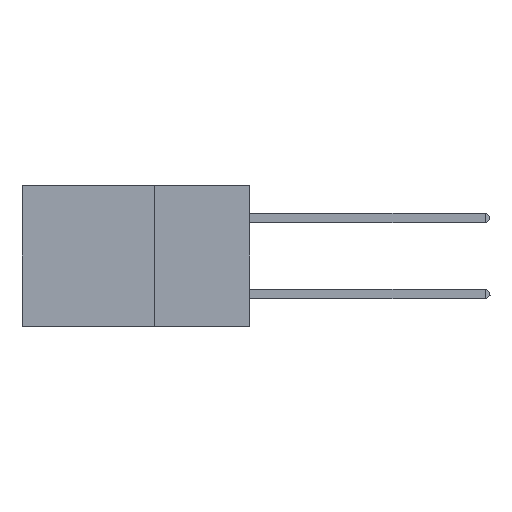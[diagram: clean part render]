
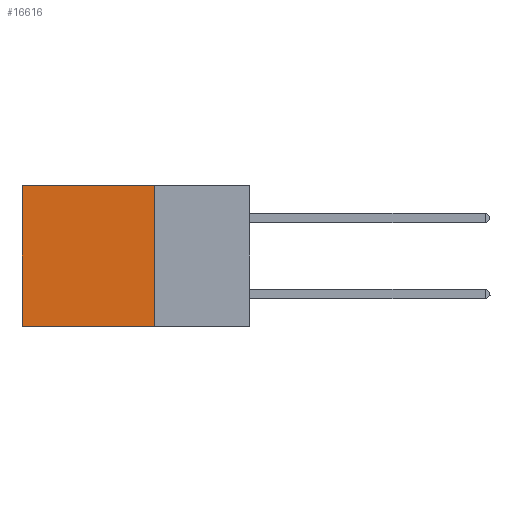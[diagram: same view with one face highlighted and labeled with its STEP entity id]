
A CAD part, left-side view. The second image highlights one B-rep face of the part: STEP entity #16616.
In plain terms, the highlighted planar face has unit normal (-1, 0, 0).
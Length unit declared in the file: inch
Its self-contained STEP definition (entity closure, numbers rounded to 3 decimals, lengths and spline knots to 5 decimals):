
#921 = DIRECTION ( 'NONE',  ( 0., 1., 0. ) ) ;
#1393 = DIRECTION ( 'NONE',  ( 0., 0., -1. ) ) ;
#1977 = DIRECTION ( 'NONE',  ( 0., 0., -1. ) ) ;
#3266 = CARTESIAN_POINT ( 'NONE',  ( 0.2875, 0.6, 0. ) ) ;
#3756 = EDGE_CURVE ( 'NONE', #14190, #42441, #40636, .T. ) ;
#4598 = CARTESIAN_POINT ( 'NONE',  ( 0.2875, 0.25, 0. ) ) ;
#6363 = LINE ( 'NONE', #4598, #41969 ) ;
#6601 = CARTESIAN_POINT ( 'NONE',  ( 0.2875, 0.25, 0. ) ) ;
#6915 = VECTOR ( 'NONE', #21109, 39.37008 ) ;
#10125 = DIRECTION ( 'NONE',  ( 0., 1., 0. ) ) ;
#10727 = CARTESIAN_POINT ( 'NONE',  ( 0.2875, 0.25, 0. ) ) ;
#12649 = FACE_OUTER_BOUND ( 'NONE', #17701, .T. ) ;
#14127 = CARTESIAN_POINT ( 'NONE',  ( 0.2875, 0.6, 0. ) ) ;
#14190 = VERTEX_POINT ( 'NONE', #17969 ) ;
#15664 = VERTEX_POINT ( 'NONE', #3266 ) ;
#16616 = ADVANCED_FACE ( 'NONE', ( #12649 ), #39912, .F. ) ;
#17701 = EDGE_LOOP ( 'NONE', ( #29366, #31088, #20389, #41039 ) ) ;
#17969 = CARTESIAN_POINT ( 'NONE',  ( 0.2875, 0.25, -0.37 ) ) ;
#20389 = ORIENTED_EDGE ( 'NONE', *, *, #34039, .F. ) ;
#21109 = DIRECTION ( 'NONE',  ( 0., 0., -1. ) ) ;
#22389 = VECTOR ( 'NONE', #921, 39.37008 ) ;
#22847 = DIRECTION ( 'NONE',  ( 1., 0., 0. ) ) ;
#25793 = EDGE_CURVE ( 'NONE', #15664, #42441, #34492, .T. ) ;
#26676 = VECTOR ( 'NONE', #10125, 39.37008 ) ;
#29366 = ORIENTED_EDGE ( 'NONE', *, *, #25793, .T. ) ;
#29989 = EDGE_CURVE ( 'NONE', #36573, #15664, #36862, .T. ) ;
#31088 = ORIENTED_EDGE ( 'NONE', *, *, #3756, .F. ) ;
#31278 = CARTESIAN_POINT ( 'NONE',  ( 0.2875, 0.6, -0.37 ) ) ;
#34039 = EDGE_CURVE ( 'NONE', #36573, #14190, #6363, .T. ) ;
#34492 = LINE ( 'NONE', #14127, #6915 ) ;
#36573 = VERTEX_POINT ( 'NONE', #10727 ) ;
#36862 = LINE ( 'NONE', #6601, #26676 ) ;
#39477 = AXIS2_PLACEMENT_3D ( 'NONE', #43326, #22847, #1977 ) ;
#39912 = PLANE ( 'NONE',  #39477 ) ;
#40636 = LINE ( 'NONE', #42273, #22389 ) ;
#41039 = ORIENTED_EDGE ( 'NONE', *, *, #29989, .T. ) ;
#41969 = VECTOR ( 'NONE', #1393, 39.37008 ) ;
#42273 = CARTESIAN_POINT ( 'NONE',  ( 0.2875, 0.25, -0.37 ) ) ;
#42441 = VERTEX_POINT ( 'NONE', #31278 ) ;
#43326 = CARTESIAN_POINT ( 'NONE',  ( 0.2875, 0.25, 0. ) ) ;
